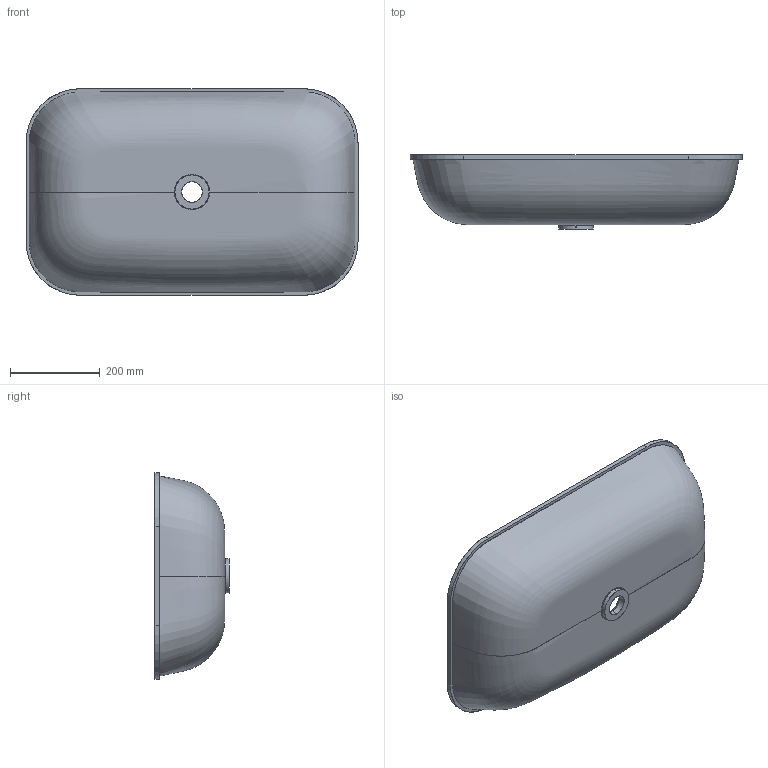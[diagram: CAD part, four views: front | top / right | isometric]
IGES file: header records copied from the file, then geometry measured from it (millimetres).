
Start section: SolidWorks IGES file using analytic representation for surfaces
Global section: file name: Z795-2 Curve II gross_Bohrung_U.IGS; native system: SolidWorks 2019; preprocessor: SolidWorks 2019; author: S.Gottwald; date: 190228.115209; units: millimetre
Bounding box: 740 x 165 x 460 mm (x, y, z)
Surface area: 1001628.5 mm2 (no closed solid volume)
Topology: 0 solids, 0 shells, 23 faces, 1046 edges, 1046 vertices
Faces by surface type: bspline 15, revolution 8
